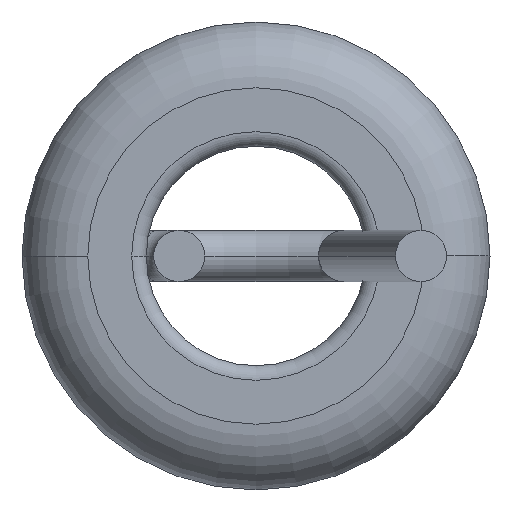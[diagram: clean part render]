
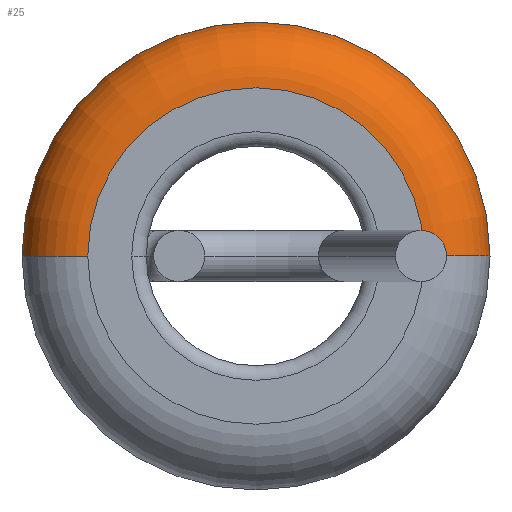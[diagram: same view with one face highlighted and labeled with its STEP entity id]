
A CAD part, front view. The second image highlights one B-rep face of the part: STEP entity #25.
In plain terms, the highlighted toroidal (fillet/blend) face has major radius 1.15 mm and minor radius 0.45 mm.
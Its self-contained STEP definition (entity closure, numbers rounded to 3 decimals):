
#18 = DIRECTION ( 'NONE',  ( -1., 0., 0. ) ) ;
#25 = ADVANCED_FACE ( 'NONE', ( #308 ), #708, .T. ) ;
#48 = DIRECTION ( 'NONE',  ( -1., 0., 0. ) ) ;
#60 = CARTESIAN_POINT ( 'NONE',  ( 0., 0.45, 0. ) ) ;
#139 = CIRCLE ( 'NONE', #533, 0.45 ) ;
#155 = EDGE_CURVE ( 'NONE', #697, #789, #578, .T. ) ;
#169 = CIRCLE ( 'NONE', #452, 1.6 ) ;
#177 = CARTESIAN_POINT ( 'NONE',  ( 1.6, 0.45, 0. ) ) ;
#178 = DIRECTION ( 'NONE',  ( 0., 0., -1. ) ) ;
#196 = AXIS2_PLACEMENT_3D ( 'NONE', #508, #178, #527 ) ;
#235 = CARTESIAN_POINT ( 'NONE',  ( 1.15, 0., 0. ) ) ;
#238 = ORIENTED_EDGE ( 'NONE', *, *, #155, .F. ) ;
#252 = DIRECTION ( 'NONE',  ( 0., -1., 0. ) ) ;
#263 = DIRECTION ( 'NONE',  ( 0., 1., 0. ) ) ;
#308 = FACE_OUTER_BOUND ( 'NONE', #739, .T. ) ;
#375 = DIRECTION ( 'NONE',  ( 0., 1., 0. ) ) ;
#378 = EDGE_CURVE ( 'NONE', #525, #648, #139, .T. ) ;
#398 = ORIENTED_EDGE ( 'NONE', *, *, #378, .T. ) ;
#401 = DIRECTION ( 'NONE',  ( 1., 0., 0. ) ) ;
#406 = CARTESIAN_POINT ( 'NONE',  ( -1.15, 0., 0. ) ) ;
#452 = AXIS2_PLACEMENT_3D ( 'NONE', #60, #263, #462 ) ;
#462 = DIRECTION ( 'NONE',  ( -1., 0., 0. ) ) ;
#464 = CARTESIAN_POINT ( 'NONE',  ( 1.15, 0.45, 0. ) ) ;
#506 = CIRCLE ( 'NONE', #818, 1.15 ) ;
#508 = CARTESIAN_POINT ( 'NONE',  ( -1.15, 0.45, 0. ) ) ;
#525 = VERTEX_POINT ( 'NONE', #235 ) ;
#527 = DIRECTION ( 'NONE',  ( -1., 0., 0. ) ) ;
#533 = AXIS2_PLACEMENT_3D ( 'NONE', #464, #745, #401 ) ;
#556 = EDGE_CURVE ( 'NONE', #525, #697, #506, .T. ) ;
#578 = CIRCLE ( 'NONE', #196, 0.45 ) ;
#594 = ORIENTED_EDGE ( 'NONE', *, *, #752, .F. ) ;
#609 = AXIS2_PLACEMENT_3D ( 'NONE', #636, #375, #18 ) ;
#626 = ORIENTED_EDGE ( 'NONE', *, *, #556, .F. ) ;
#636 = CARTESIAN_POINT ( 'NONE',  ( 0., 0.45, 0. ) ) ;
#648 = VERTEX_POINT ( 'NONE', #177 ) ;
#697 = VERTEX_POINT ( 'NONE', #406 ) ;
#708 = TOROIDAL_SURFACE ( 'NONE', #609, 1.15, 0.45 ) ;
#739 = EDGE_LOOP ( 'NONE', ( #626, #398, #594, #238 ) ) ;
#745 = DIRECTION ( 'NONE',  ( 0., 0., 1. ) ) ;
#752 = EDGE_CURVE ( 'NONE', #789, #648, #169, .T. ) ;
#757 = CARTESIAN_POINT ( 'NONE',  ( -1.6, 0.45, 0. ) ) ;
#789 = VERTEX_POINT ( 'NONE', #757 ) ;
#807 = CARTESIAN_POINT ( 'NONE',  ( 0., 0., 0. ) ) ;
#818 = AXIS2_PLACEMENT_3D ( 'NONE', #807, #252, #48 ) ;
